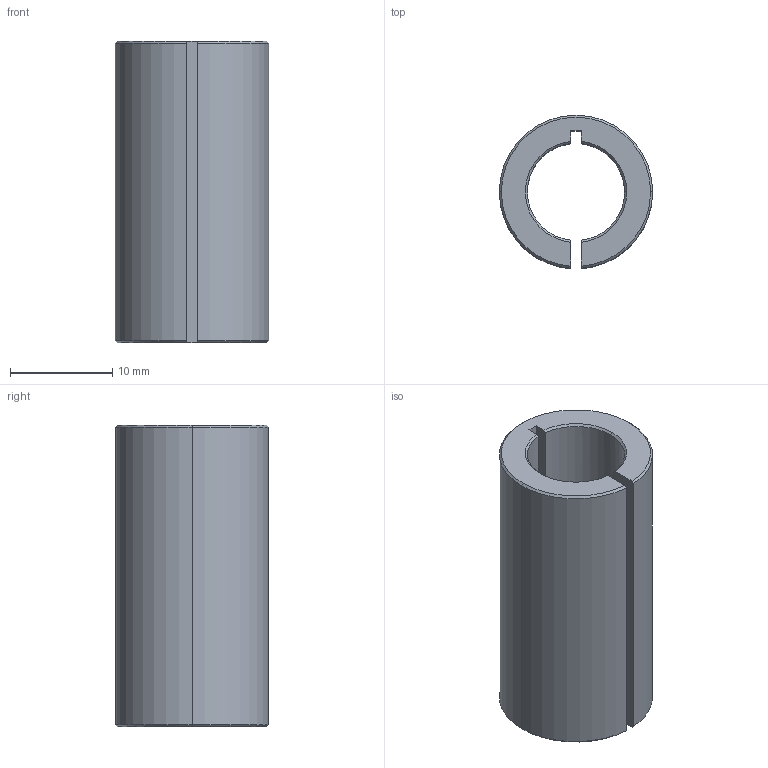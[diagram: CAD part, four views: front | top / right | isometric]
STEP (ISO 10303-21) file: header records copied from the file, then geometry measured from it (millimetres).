
FILE_DESCRIPTION (( 'STEP AP203' ), '1' );
FILE_NAME ('M077_9432-9.52.STEP', '2018-07-30T07:33:31', ( '' ), ( '' ), 'SwSTEP 2.0', 'SolidWorks 2016', '' );
FILE_SCHEMA (( 'CONFIG_CONTROL_DESIGN' ));
Length unit declared in the file: millimetre
Products named in the file (1): M077_9432-9.52
Bounding box: 15 x 14.98 x 29.5 mm (x, y, z)
Volume: 2992.5 mm3; surface area: 2635.7 mm2
Topology: 1 solids, 1 shells, 25 faces, 64 edges, 41 vertices
Faces by surface type: cone 12, plane 7, cylinder 6
Entity records: 852 total; most frequent: CARTESIAN_POINT 167, DIRECTION 129, ORIENTED_EDGE 128, EDGE_CURVE 64, AXIS2_PLACEMENT_3D 51, VERTEX_POINT 41, VECTOR 27, LINE 27
